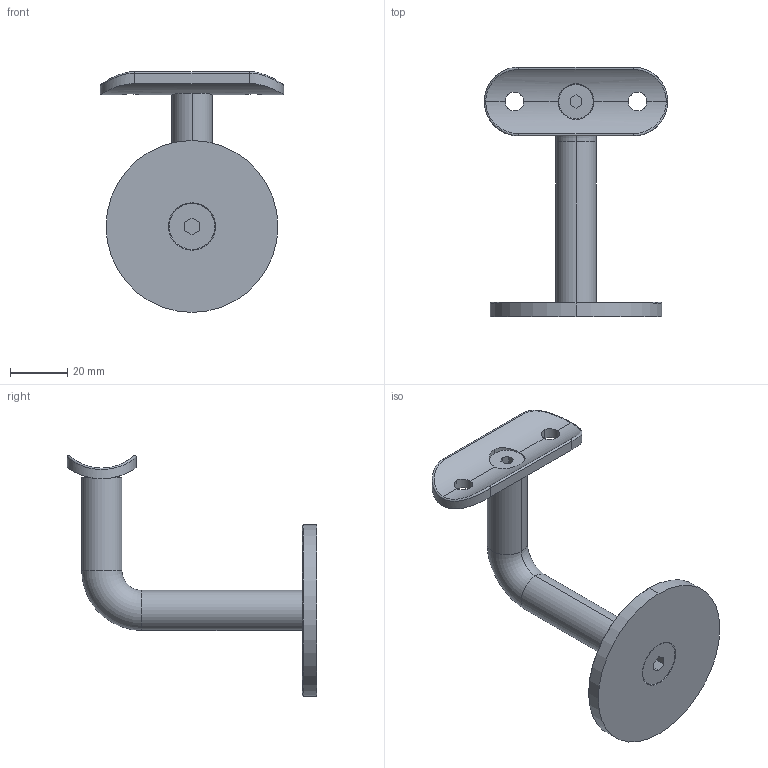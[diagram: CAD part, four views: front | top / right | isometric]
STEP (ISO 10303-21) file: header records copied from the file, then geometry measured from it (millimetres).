
FILE_DESCRIPTION (( 'STEP AP214' ), '1' );
FILE_NAME ('A_0111-033.STEP', '2022-05-04T07:42:48', ( '' ), ( '' ), 'SwSTEP 2.0', 'SolidWorks 2019', '' );
FILE_SCHEMA (( 'AUTOMOTIVE_DESIGN' ));
Length unit declared in the file: millimetre
Products named in the file (6): Skrutka DIN 7991_Skrutka M 8x 16; A_0111-033.P2; Skrutka DIN 7991_Skrutka M 6x 10; A_0111-033; A_0111-033.P3; A_0111-033.P1
Assembly tree (5 placements, depth 2):
  A_0111-033
    A_0111-033.P2
    A_0111-033.P1
    A_0111-033.P3
    Skrutka DIN 7991_Skrutka M 6x 10
    Skrutka DIN 7991_Skrutka M 8x 16
Bounding box: 64 x 87 x 84.06 mm (x, y, z)
Volume: 36001.6 mm3; surface area: 17189.3 mm2
Topology: 5 solids, 5 shells, 96 faces, 226 edges, 136 vertices
Faces by surface type: cylinder 44, plane 26, cone 22, torus 2, bspline 2
Entity records: 3966 total; most frequent: CARTESIAN_POINT 1442, DIRECTION 468, ORIENTED_EDGE 444, EDGE_CURVE 222, AXIS2_PLACEMENT_3D 178, VERTEX_POINT 136, LINE 112, VECTOR 112
